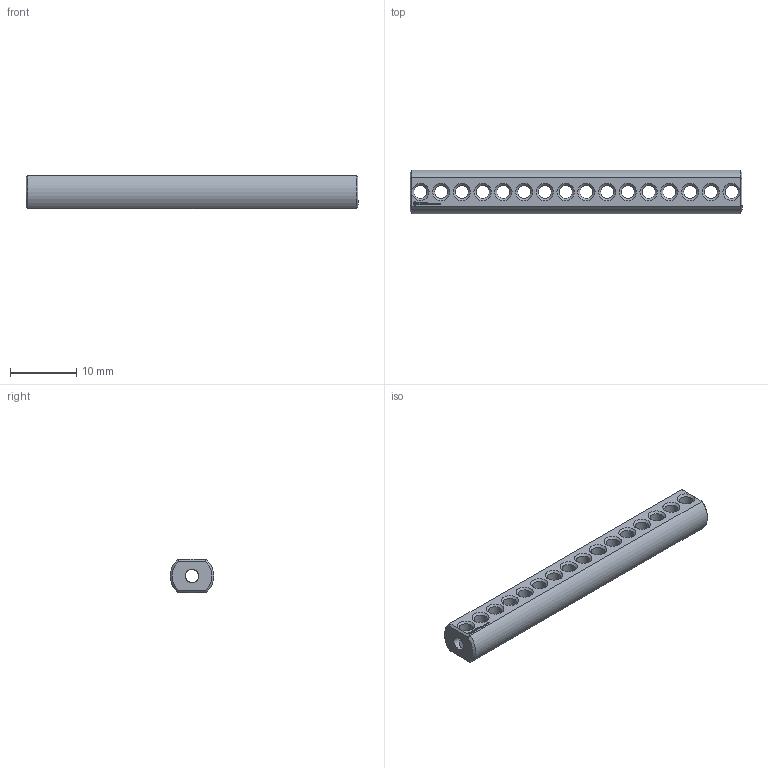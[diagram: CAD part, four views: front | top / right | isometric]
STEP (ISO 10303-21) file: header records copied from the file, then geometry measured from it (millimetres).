
FILE_DESCRIPTION(('FreeCAD Model'),'2;1');
FILE_NAME('Open CASCADE Shape Model','2024-06-18T12:08:38',(''),(''), 'Open CASCADE STEP processor 7.6','FreeCAD','Unknown');
FILE_SCHEMA(('AUTOMOTIVE_DESIGN { 1 0 10303 214 1 1 1 1 }'));
Length unit declared in the file: millimetre
Products named in the file (1): Shaft IDX BU04.00 - SPN-SFT-0136 (stemfie.org)
Bounding box: 50 x 6.6 x 5 mm (x, y, z)
Volume: 1139.8 mm3; surface area: 1473.2 mm2
Topology: 1 solids, 1 shells, 579 faces, 1677 edges, 1094 vertices
Faces by surface type: plane 316, extrusion 176, cylinder 51, cone 36
Full cylindrical faces by diameter (mm): 2 x49
Entity records: 19279 total; most frequent: CARTESIAN_POINT 4407, ORIENTED_EDGE 3354, DIRECTION 2527, EDGE_CURVE 1677, VECTOR 1283, LINE 1107, VERTEX_POINT 1094, FACE_BOUND 639
